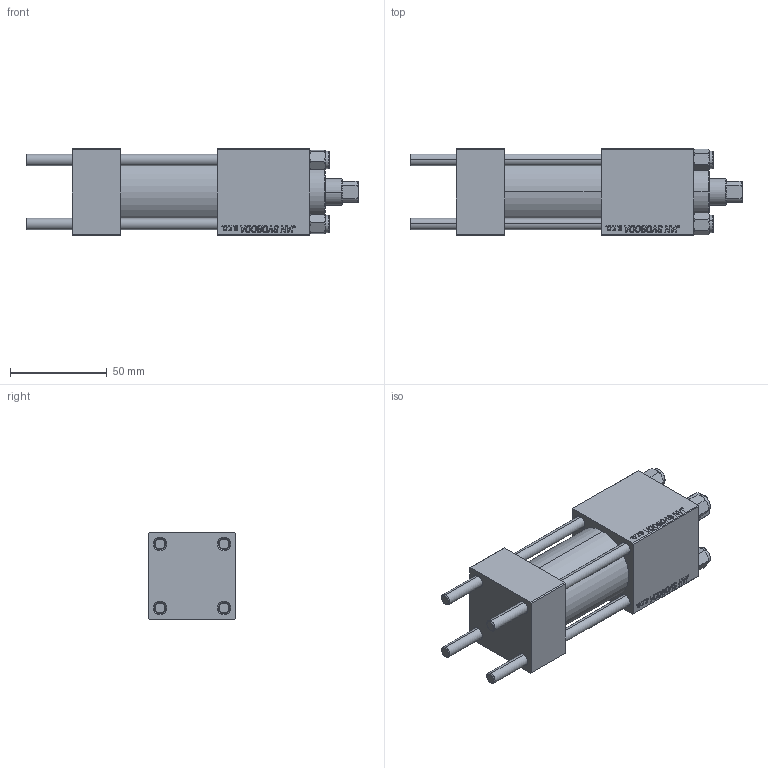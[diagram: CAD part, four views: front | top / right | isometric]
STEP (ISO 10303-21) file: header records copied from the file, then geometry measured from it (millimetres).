
FILE_DESCRIPTION (( 'STEP AP203' ), '1' );
FILE_NAME ('44f1.STEP', '2022-04-16T08:16:57', ( '' ), ( '' ), 'SwSTEP 2.0', 'SolidWorks 2019', '' );
FILE_SCHEMA (( 'CONFIG_CONTROL_DESIGN' ));
Length unit declared in the file: millimetre
Products named in the file (6): V215CR_VCP ff615e0838d94ee3e3a41ff740a9f98c; V215_VC_A ff615e0838d94ee3e3a41ff740a9f98c; NUT_M5 ff615e0838d94ee3e3a41ff740a9f98c; V215CR_BODY_A ff615e0838d94ee3e3a41ff740a9f98c; 44f1; CR025_012_A_0_G_A_G_M_020_+#_##_TYCINKA ff615e0838d94ee3e3a41ff740a9f98c
Assembly tree (11 placements, depth 2):
  44f1
    V215CR_BODY_A ff615e0838d94ee3e3a41ff740a9f98c
    CR025_012_A_0_G_A_G_M_020_+#_##_TYCINKA ff615e0838d94ee3e3a41ff740a9f98c  x4
    NUT_M5 ff615e0838d94ee3e3a41ff740a9f98c  x4
    V215CR_VCP ff615e0838d94ee3e3a41ff740a9f98c
    V215_VC_A ff615e0838d94ee3e3a41ff740a9f98c
Bounding box: 172 x 45 x 45 mm (x, y, z)
Volume: 198180.7 mm3; surface area: 72885.6 mm2
Topology: 11 solids, 11 shells, 1138 faces, 2864 edges, 1857 vertices
Faces by surface type: plane 519, bspline 392, cone 136, cylinder 83, torus 8
Entity records: 50025 total; most frequent: CARTESIAN_POINT 27071, ORIENTED_EDGE 5220, DIRECTION 3262, EDGE_CURVE 2610, VERTEX_POINT 1713, LINE 1588, VECTOR 1588, EDGE_LOOP 1147
